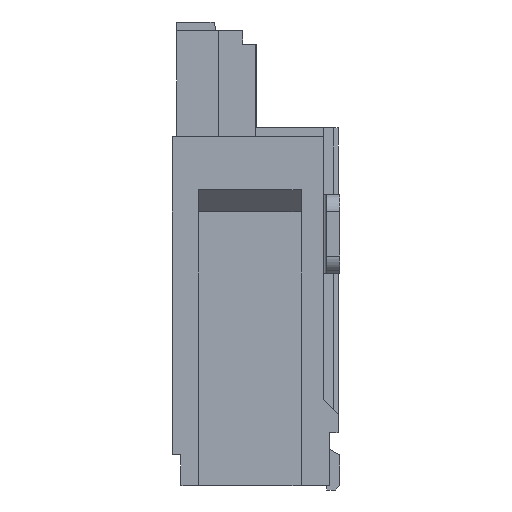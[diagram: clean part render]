
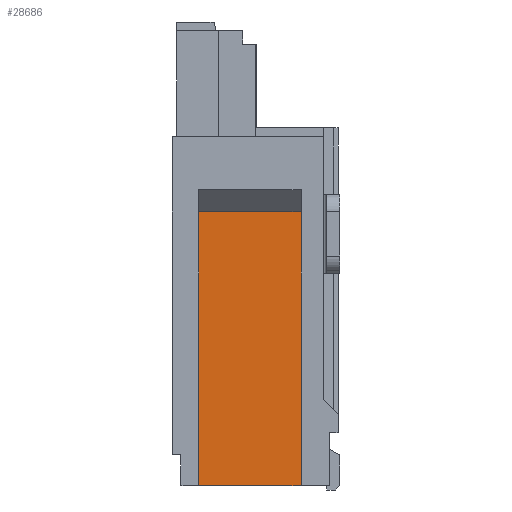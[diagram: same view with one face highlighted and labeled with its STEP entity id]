
A CAD part, left-side view. The second image highlights one B-rep face of the part: STEP entity #28686.
In plain terms, the highlighted planar face has unit normal (-1, 0, 0).
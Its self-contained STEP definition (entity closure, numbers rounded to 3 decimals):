
#10531=DIRECTION('',(0.,-1.,0.));
#10532=VECTOR('',#10531,1.16);
#10533=CARTESIAN_POINT('',(-5.6,1.58,-4.05));
#10534=LINE('',#10533,#10532);
#10555=DIRECTION('',(0.,1.,0.));
#10556=VECTOR('',#10555,1.16);
#10557=CARTESIAN_POINT('',(-5.6,0.42,-0.95));
#10558=LINE('',#10557,#10556);
#10559=DIRECTION('',(0.,0.,1.));
#10560=VECTOR('',#10559,3.1);
#10561=CARTESIAN_POINT('',(-5.6,1.58,-4.05));
#10562=LINE('',#10561,#10560);
#10571=DIRECTION('',(0.,0.,1.));
#10572=VECTOR('',#10571,3.1);
#10573=CARTESIAN_POINT('',(-5.6,0.42,-4.05));
#10574=LINE('',#10573,#10572);
#10804=CARTESIAN_POINT('',(-5.6,1.58,-4.05));
#10805=CARTESIAN_POINT('',(-5.6,0.42,-4.05));
#10806=VERTEX_POINT('',#10804);
#10807=VERTEX_POINT('',#10805);
#10874=CARTESIAN_POINT('',(-5.6,1.58,-0.95));
#10876=VERTEX_POINT('',#10874);
#10880=CARTESIAN_POINT('',(-5.6,0.42,-0.95));
#10881=VERTEX_POINT('',#10880);
#28672=CARTESIAN_POINT('',(-5.6,1.58,-4.05));
#28673=DIRECTION('',(1.,0.,0.));
#28674=DIRECTION('',(0.,-1.,0.));
#28675=AXIS2_PLACEMENT_3D('',#28672,#28673,#28674);
#28676=PLANE('',#28675);
#28678=ORIENTED_EDGE('',*,*,#28677,.F.);
#28680=ORIENTED_EDGE('',*,*,#28679,.F.);
#28681=ORIENTED_EDGE('',*,*,#28657,.F.);
#28683=ORIENTED_EDGE('',*,*,#28682,.T.);
#28684=EDGE_LOOP('',(#28678,#28680,#28681,#28683));
#28685=FACE_OUTER_BOUND('',#28684,.F.);
#28686=ADVANCED_FACE('',(#28685),#28676,.F.);
#28657=EDGE_CURVE('',#10806,#10807,#10534,.T.);
#28677=EDGE_CURVE('',#10881,#10876,#10558,.T.);
#28679=EDGE_CURVE('',#10807,#10881,#10574,.T.);
#28682=EDGE_CURVE('',#10806,#10876,#10562,.T.);
